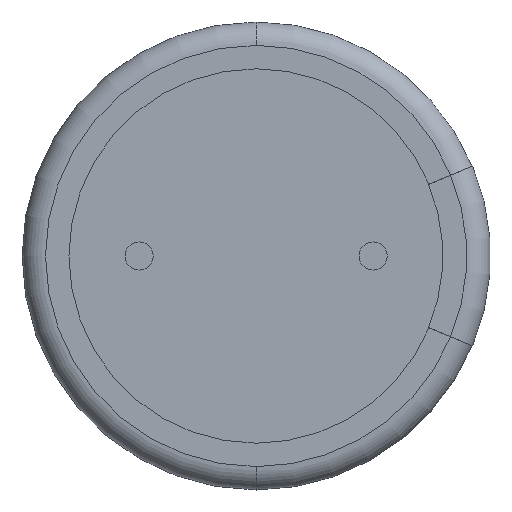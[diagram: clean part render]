
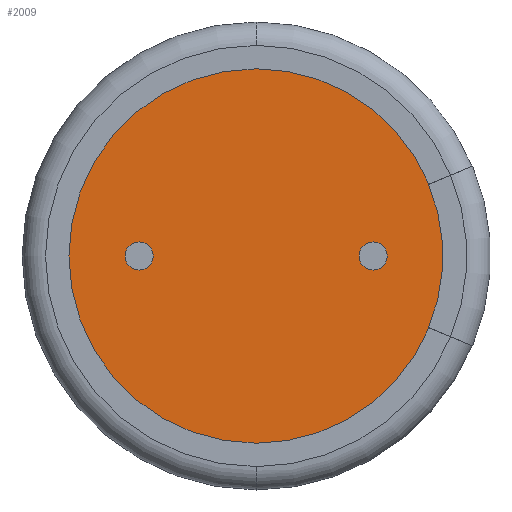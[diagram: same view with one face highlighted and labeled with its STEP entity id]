
A CAD part, front view. The second image highlights one B-rep face of the part: STEP entity #2009.
In plain terms, the highlighted planar face has unit normal (0, -1, 0).
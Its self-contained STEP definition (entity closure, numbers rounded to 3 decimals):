
#8 = CARTESIAN_POINT ( 'NONE',  ( 0., 0.3, 0. ) ) ;
#18 = AXIS2_PLACEMENT_3D ( 'NONE', #8, #1388, #204 ) ;
#38 = VERTEX_POINT ( 'NONE', #1186 ) ;
#60 = CIRCLE ( 'NONE', #1803, 4. ) ;
#130 = DIRECTION ( 'NONE',  ( -0.924, 0., -0.383 ) ) ;
#176 = CARTESIAN_POINT ( 'NONE',  ( -2.5, 0.3, 0. ) ) ;
#196 = ORIENTED_EDGE ( 'NONE', *, *, #465, .T. ) ;
#204 = DIRECTION ( 'NONE',  ( 0., 0., -1. ) ) ;
#217 = CARTESIAN_POINT ( 'NONE',  ( 2.5, 0.3, -0.3 ) ) ;
#255 = FACE_BOUND ( 'NONE', #384, .T. ) ;
#258 = ORIENTED_EDGE ( 'NONE', *, *, #2374, .T. ) ;
#273 = CARTESIAN_POINT ( 'NONE',  ( 0., 0.3, -4. ) ) ;
#293 = CARTESIAN_POINT ( 'NONE',  ( 0., 0.3, 0. ) ) ;
#305 = EDGE_CURVE ( 'NONE', #2182, #38, #777, .T. ) ;
#317 = VERTEX_POINT ( 'NONE', #570 ) ;
#325 = ORIENTED_EDGE ( 'NONE', *, *, #673, .F. ) ;
#339 = ORIENTED_EDGE ( 'NONE', *, *, #1166, .F. ) ;
#379 = DIRECTION ( 'NONE',  ( 0., 0., -1. ) ) ;
#384 = EDGE_LOOP ( 'NONE', ( #1732, #2392 ) ) ;
#387 = DIRECTION ( 'NONE',  ( 0., -1., 0. ) ) ;
#422 = AXIS2_PLACEMENT_3D ( 'NONE', #1862, #683, #2047 ) ;
#465 = EDGE_CURVE ( 'NONE', #472, #317, #1623, .T. ) ;
#472 = VERTEX_POINT ( 'NONE', #1204 ) ;
#474 = CARTESIAN_POINT ( 'NONE',  ( 2.5, 0.3, 0. ) ) ;
#478 = VERTEX_POINT ( 'NONE', #217 ) ;
#493 = DIRECTION ( 'NONE',  ( 0., 0., -1. ) ) ;
#509 = CIRCLE ( 'NONE', #422, 0.3 ) ;
#570 = CARTESIAN_POINT ( 'NONE',  ( 3.686, 0.3, -1.531 ) ) ;
#632 = CARTESIAN_POINT ( 'NONE',  ( 3.686, 0.3, 1.531 ) ) ;
#640 = CARTESIAN_POINT ( 'NONE',  ( 3.694, 0.3, 1.534 ) ) ;
#667 = DIRECTION ( 'NONE',  ( 0., 0., 1. ) ) ;
#673 = EDGE_CURVE ( 'NONE', #38, #2182, #509, .T. ) ;
#683 = DIRECTION ( 'NONE',  ( 0., -1., 0. ) ) ;
#699 = AXIS2_PLACEMENT_3D ( 'NONE', #864, #2213, #1058 ) ;
#729 = CIRCLE ( 'NONE', #699, 0.3 ) ;
#753 = AXIS2_PLACEMENT_3D ( 'NONE', #293, #1670, #493 ) ;
#777 = CIRCLE ( 'NONE', #1922, 0.3 ) ;
#779 = FACE_BOUND ( 'NONE', #2366, .T. ) ;
#791 = DIRECTION ( 'NONE',  ( 0., -1., 0. ) ) ;
#811 = CIRCLE ( 'NONE', #863, 4. ) ;
#863 = AXIS2_PLACEMENT_3D ( 'NONE', #1955, #791, #2147 ) ;
#864 = CARTESIAN_POINT ( 'NONE',  ( 2.5, 0.3, 0. ) ) ;
#882 = VERTEX_POINT ( 'NONE', #632 ) ;
#928 = VECTOR ( 'NONE', #130, 1000. ) ;
#1004 = CARTESIAN_POINT ( 'NONE',  ( -0.01, 0.3, 0. ) ) ;
#1039 = ORIENTED_EDGE ( 'NONE', *, *, #1291, .T. ) ;
#1058 = DIRECTION ( 'NONE',  ( 0., 0., 1. ) ) ;
#1100 = VECTOR ( 'NONE', #1260, 1000. ) ;
#1166 = EDGE_CURVE ( 'NONE', #1793, #882, #1895, .T. ) ;
#1186 = CARTESIAN_POINT ( 'NONE',  ( -2.5, 0.3, 0.3 ) ) ;
#1193 = CARTESIAN_POINT ( 'NONE',  ( -2.5, 0.3, -0.3 ) ) ;
#1195 = DIRECTION ( 'NONE',  ( 0., 0., -1. ) ) ;
#1204 = CARTESIAN_POINT ( 'NONE',  ( 3.694, 0.3, -1.534 ) ) ;
#1213 = ORIENTED_EDGE ( 'NONE', *, *, #1382, .T. ) ;
#1260 = DIRECTION ( 'NONE',  ( -0.924, 0., 0.383 ) ) ;
#1291 = EDGE_CURVE ( 'NONE', #1516, #2289, #60, .T. ) ;
#1316 = CARTESIAN_POINT ( 'NONE',  ( -0.001, 0.3, 0.004 ) ) ;
#1382 = EDGE_CURVE ( 'NONE', #317, #882, #2460, .T. ) ;
#1388 = DIRECTION ( 'NONE',  ( 0., -1., 0. ) ) ;
#1425 = CIRCLE ( 'NONE', #753, 4. ) ;
#1426 = EDGE_CURVE ( 'NONE', #478, #1859, #729, .T. ) ;
#1463 = ORIENTED_EDGE ( 'NONE', *, *, #2075, .T. ) ;
#1516 = VERTEX_POINT ( 'NONE', #1733 ) ;
#1553 = DIRECTION ( 'NONE',  ( 0., -1., 0. ) ) ;
#1562 = CARTESIAN_POINT ( 'NONE',  ( 0., 0.3, 0. ) ) ;
#1573 = EDGE_LOOP ( 'NONE', ( #339, #1463, #1039, #258, #196, #1213 ) ) ;
#1623 = LINE ( 'NONE', #2407, #1100 ) ;
#1670 = DIRECTION ( 'NONE',  ( 0., -1., 0. ) ) ;
#1732 = ORIENTED_EDGE ( 'NONE', *, *, #2279, .F. ) ;
#1733 = CARTESIAN_POINT ( 'NONE',  ( 0., 0.3, 4. ) ) ;
#1749 = DIRECTION ( 'NONE',  ( 0., 0., -1. ) ) ;
#1752 = FACE_OUTER_BOUND ( 'NONE', #1573, .T. ) ;
#1793 = VERTEX_POINT ( 'NONE', #640 ) ;
#1803 = AXIS2_PLACEMENT_3D ( 'NONE', #1562, #387, #1749 ) ;
#1842 = DIRECTION ( 'NONE',  ( 0., -1., 0. ) ) ;
#1859 = VERTEX_POINT ( 'NONE', #2267 ) ;
#1862 = CARTESIAN_POINT ( 'NONE',  ( -2.5, 0.3, 0. ) ) ;
#1895 = LINE ( 'NONE', #1316, #928 ) ;
#1922 = AXIS2_PLACEMENT_3D ( 'NONE', #176, #1553, #379 ) ;
#1955 = CARTESIAN_POINT ( 'NONE',  ( 0., 0.3, 0. ) ) ;
#1970 = ORIENTED_EDGE ( 'NONE', *, *, #305, .F. ) ;
#2009 = ADVANCED_FACE ( 'NONE', ( #1752, #255, #779 ), #2528, .T. ) ;
#2047 = DIRECTION ( 'NONE',  ( 0., 0., -1. ) ) ;
#2075 = EDGE_CURVE ( 'NONE', #1793, #1516, #811, .T. ) ;
#2147 = DIRECTION ( 'NONE',  ( 0., 0., -1. ) ) ;
#2171 = CIRCLE ( 'NONE', #2365, 0.3 ) ;
#2182 = VERTEX_POINT ( 'NONE', #1193 ) ;
#2213 = DIRECTION ( 'NONE',  ( 0., -1., 0. ) ) ;
#2267 = CARTESIAN_POINT ( 'NONE',  ( 2.5, 0.3, 0.3 ) ) ;
#2279 = EDGE_CURVE ( 'NONE', #1859, #478, #2171, .T. ) ;
#2289 = VERTEX_POINT ( 'NONE', #273 ) ;
#2310 = AXIS2_PLACEMENT_3D ( 'NONE', #1004, #2346, #1195 ) ;
#2346 = DIRECTION ( 'NONE',  ( 0., -1., 0. ) ) ;
#2365 = AXIS2_PLACEMENT_3D ( 'NONE', #474, #1842, #667 ) ;
#2366 = EDGE_LOOP ( 'NONE', ( #325, #1970 ) ) ;
#2374 = EDGE_CURVE ( 'NONE', #2289, #472, #1425, .T. ) ;
#2392 = ORIENTED_EDGE ( 'NONE', *, *, #1426, .F. ) ;
#2407 = CARTESIAN_POINT ( 'NONE',  ( -0.001, 0.3, -0.004 ) ) ;
#2460 = CIRCLE ( 'NONE', #2310, 4. ) ;
#2528 = PLANE ( 'NONE',  #18 ) ;
